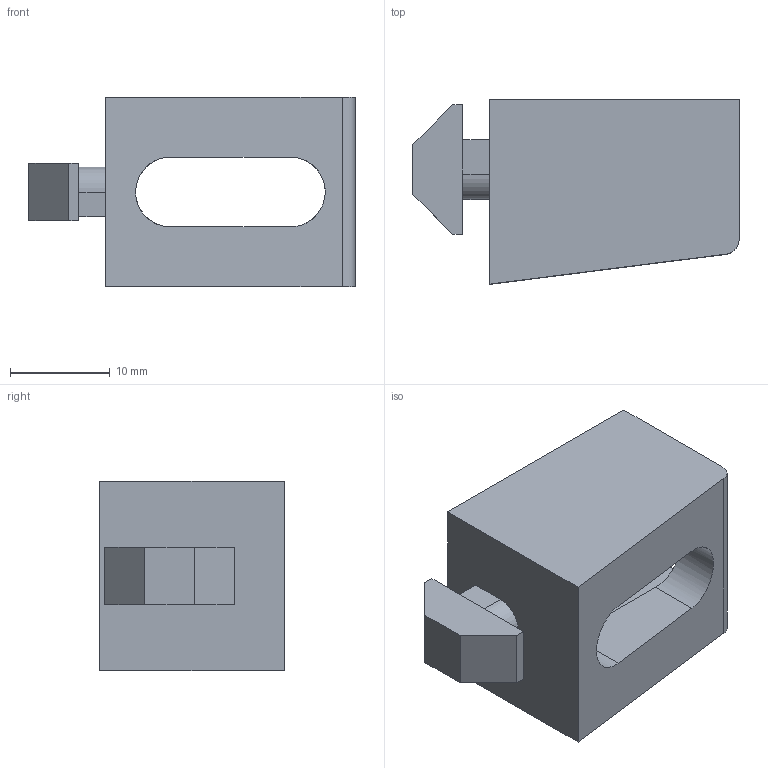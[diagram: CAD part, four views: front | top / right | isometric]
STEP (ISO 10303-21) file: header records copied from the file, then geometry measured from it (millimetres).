
FILE_DESCRIPTION (( 'STEP AP214' ), '1' );
FILE_NAME ('094100m6.STEP', '2010-12-17T12:39:13', ( ' ' ), ( ' ' ), 'SwSTEP 2.0', 'SolidWorks 2010', '' );
FILE_SCHEMA (( 'AUTOMOTIVE_DESIGN' ));
Length unit declared in the file: millimetre
Products named in the file (1): 094100m6
Bounding box: 32.7 x 18.5 x 19 mm (x, y, z)
Volume: 5004.4 mm3; surface area: 3553.7 mm2
Topology: 1 solids, 1 shells, 34 faces, 91 edges, 60 vertices
Faces by surface type: plane 27, cylinder 7
Entity records: 1095 total; most frequent: CARTESIAN_POINT 192, ORIENTED_EDGE 182, DIRECTION 173, EDGE_CURVE 91, LINE 75, VECTOR 75, VERTEX_POINT 60, AXIS2_PLACEMENT_3D 49
